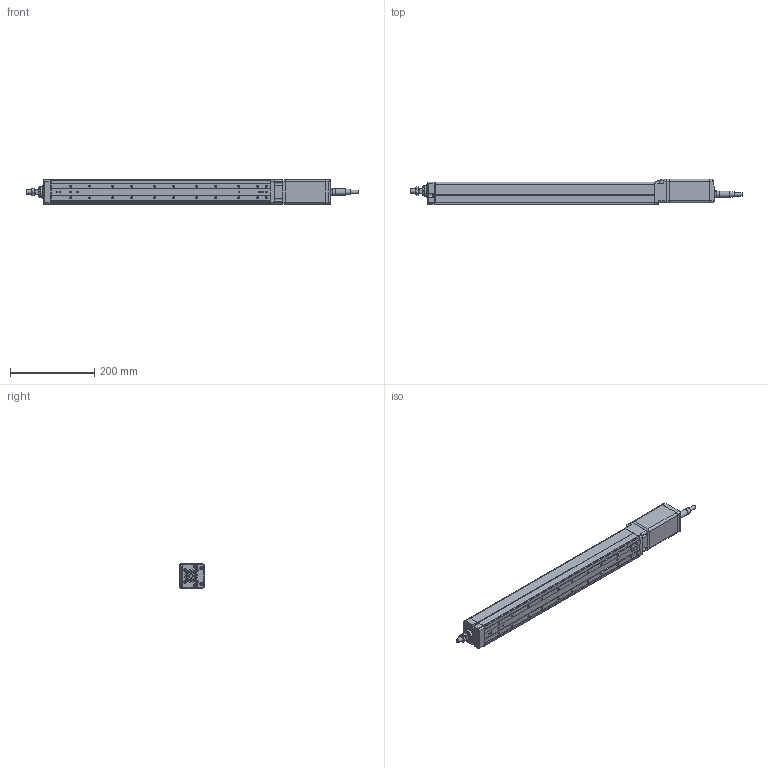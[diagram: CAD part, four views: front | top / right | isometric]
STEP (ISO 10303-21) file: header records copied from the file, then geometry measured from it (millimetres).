
FILE_DESCRIPTION( ( 'STEP AP214' ), ' ' );
FILE_NAME( 'RCP6-RRA6C-WA-42P-6-415-P3-N (0).stp', '2018-01-17T12:05:34', ( '' ), ( '' ), ' ', 'PARTsolutions', ' ' );
FILE_SCHEMA( ( 'AUTOMOTIVE_DESIGN { 1 0 10303 214 1 1 1 1 }' ) );
Length unit declared in the file: millimetre
Products named in the file (5): RCP6-RRA6C-WA-42P-6-415-P3-N (0); _RCP6-RRA6C-WA-3-415-P3 body; _RCP6-RRA6C ( ) motor; _RCP6-RRA6C-WA-3-415-P3 rod; _RCP6-RRA6C-WA-P3 nut
Assembly tree (4 placements, depth 2):
  RCP6-RRA6C-WA-42P-6-415-P3-N (0)
    _RCP6-RRA6C-WA-3-415-P3 body
    _RCP6-RRA6C ( ) motor
    _RCP6-RRA6C-WA-3-415-P3 rod
    _RCP6-RRA6C-WA-P3 nut
Bounding box: 790 x 61 x 58 mm (x, y, z)
Volume: 2119218.4 mm3; surface area: 261228.8 mm2
Topology: 4 solids, 4 shells, 564 faces, 1312 edges, 855 vertices
Faces by surface type: plane 344, cylinder 160, cone 48, torus 4, bspline 4, sphere 4
Full cylindrical faces by diameter (mm): 2.459 x2, 3.242 x4, 4 x3, 4.134 x13, 4.5 x10, 4.917 x4, 5 x1, 5.5 x4, 7 x6, 7.2 x4, 7.6 x4, 7.736 x2, 8 x11, 8.5 x4, 8.501 x1, 8.647 x1, 10 x1, 12 x1, 14 x1, 14.7 x1, 18 x1, 20 x1, 25 x2, 30 x1
Entity records: 20466 total; most frequent: CARTESIAN_POINT 3244, DIRECTION 2698, ORIENTED_EDGE 2348, EDGE_CURVE 1174, AXIS2_PLACEMENT_3D 1014, VERTEX_POINT 842, EDGE_LOOP 790, LINE 670
